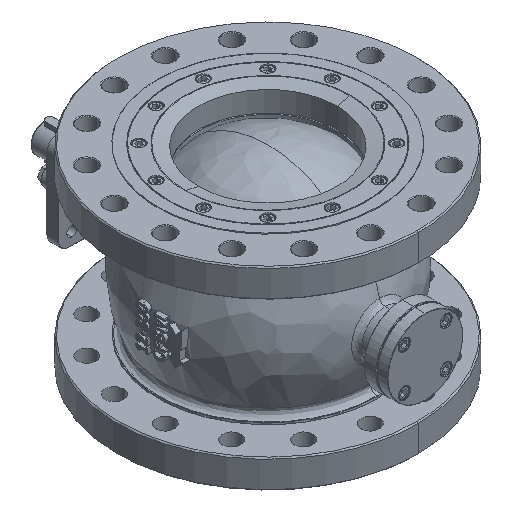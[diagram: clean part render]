
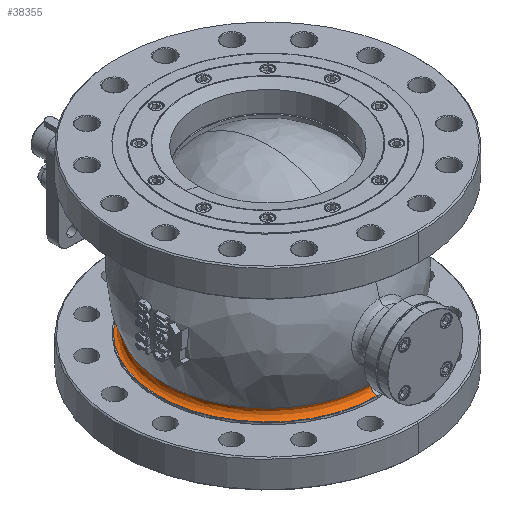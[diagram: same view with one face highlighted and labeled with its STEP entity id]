
A CAD part, isometric view. The second image highlights one B-rep face of the part: STEP entity #38355.
In plain terms, the highlighted free-form (B-spline) face has degree [3, 3] with [4, 4] control points.
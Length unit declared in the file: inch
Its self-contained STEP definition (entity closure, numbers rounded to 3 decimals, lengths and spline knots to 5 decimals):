
#488 = CARTESIAN_POINT ( 'NONE',  ( 0., -7.07102, -3.37377 ) ) ;
#496 = CARTESIAN_POINT ( 'NONE',  ( -13.86458, 6.93229, -3.66453 ) ) ;
#7628 =( BOUNDED_CURVE ( )  B_SPLINE_CURVE ( 3, ( #9370, #69736, #22950, #10638 ),
 .UNSPECIFIED., .F., .F. ) 
 B_SPLINE_CURVE_WITH_KNOTS ( ( 4, 4 ),
 ( 0., 1. ),
 .UNSPECIFIED. ) 
 CURVE ( )  GEOMETRIC_REPRESENTATION_ITEM ( )  RATIONAL_B_SPLINE_CURVE ( ( 1., 0.689, 0.689, 1. ) ) 
 REPRESENTATION_ITEM ( '' )  );
#9370 = CARTESIAN_POINT ( 'NONE',  ( 0., 7.07102, -3.37377 ) ) ;
#10638 = CARTESIAN_POINT ( 'NONE',  ( 0., 7.42635, -3.93701 ) ) ;
#11905 = CARTESIAN_POINT ( 'NONE',  ( -14.8527, -7.42635, -3.93701 ) ) ;
#12754 = CARTESIAN_POINT ( 'NONE',  ( 0., 7.07102, -3.37377 ) ) ;
#13184 = CARTESIAN_POINT ( 'NONE',  ( 0., 7.10419, -3.93701 ) ) ;
#14429 = EDGE_CURVE ( 'NONE', #17148, #25637, #16342, .T. ) ;
#15023 = CARTESIAN_POINT ( 'NONE',  ( 0., -7.07102, -3.37377 ) ) ;
#16342 =( BOUNDED_CURVE ( )  B_SPLINE_CURVE ( 3, ( #71416, #66135, #19355, #77990 ),
 .UNSPECIFIED., .F., .F. ) 
 B_SPLINE_CURVE_WITH_KNOTS ( ( 4, 4 ),
 ( 0., 1. ),
 .UNSPECIFIED. ) 
 CURVE ( )  GEOMETRIC_REPRESENTATION_ITEM ( )  RATIONAL_B_SPLINE_CURVE ( ( 1., 0.333, 0.333, 1. ) ) 
 REPRESENTATION_ITEM ( '' )  );
#16405 = EDGE_LOOP ( 'NONE', ( #53544, #22788, #39189, #80737 ) ) ;
#17148 = VERTEX_POINT ( 'NONE', #77009 ) ;
#19355 = CARTESIAN_POINT ( 'NONE',  ( -14.8527, 7.42635, -3.93701 ) ) ;
#20219 = CARTESIAN_POINT ( 'NONE',  ( -14.20837, -7.10419, -3.93701 ) ) ;
#22044 = CARTESIAN_POINT ( 'NONE',  ( 0., -7.42635, -3.93701 ) ) ;
#22788 = ORIENTED_EDGE ( 'NONE', *, *, #34506, .F. ) ;
#22950 = CARTESIAN_POINT ( 'NONE',  ( 0., 7.10419, -3.93701 ) ) ;
#25637 = VERTEX_POINT ( 'NONE', #71873 ) ;
#27236 = CARTESIAN_POINT ( 'NONE',  ( -14.14204, 7.07102, -3.37377 ) ) ;
#33346 = CARTESIAN_POINT ( 'NONE',  ( 0., -6.93229, -3.66453 ) ) ;
#33777 = CARTESIAN_POINT ( 'NONE',  ( -14.14204, -7.07102, -3.37377 ) ) ;
#34506 = EDGE_CURVE ( 'NONE', #17148, #48092, #60005, .T. ) ;
#38355 = ADVANCED_FACE ( 'NONE', ( #40352 ), #69980, .T. ) ;
#38656 = CARTESIAN_POINT ( 'NONE',  ( 0., -7.07102, -3.37377 ) ) ;
#39189 = ORIENTED_EDGE ( 'NONE', *, *, #14429, .T. ) ;
#39915 = CARTESIAN_POINT ( 'NONE',  ( -14.20837, 7.10419, -3.93701 ) ) ;
#40352 = FACE_OUTER_BOUND ( 'NONE', #16405, .T. ) ;
#41743 = CARTESIAN_POINT ( 'NONE',  ( 0., -7.10419, -3.93701 ) ) ;
#48092 = VERTEX_POINT ( 'NONE', #15023 ) ;
#48313 = CARTESIAN_POINT ( 'NONE',  ( 0., -7.07102, -3.37377 ) ) ;
#53544 = ORIENTED_EDGE ( 'NONE', *, *, #66285, .T. ) ;
#60005 =( BOUNDED_CURVE ( )  B_SPLINE_CURVE ( 3, ( #22044, #41743, #61837, #48313 ),
 .UNSPECIFIED., .F., .F. ) 
 B_SPLINE_CURVE_WITH_KNOTS ( ( 4, 4 ),
 ( 0., 1. ),
 .UNSPECIFIED. ) 
 CURVE ( )  GEOMETRIC_REPRESENTATION_ITEM ( )  RATIONAL_B_SPLINE_CURVE ( ( 1., 0.689, 0.689, 1. ) ) 
 REPRESENTATION_ITEM ( '' )  );
#60263 = CARTESIAN_POINT ( 'NONE',  ( 0., 7.07102, -3.37377 ) ) ;
#60456 = CARTESIAN_POINT ( 'NONE',  ( 0., -7.42635, -3.93701 ) ) ;
#61762 = CARTESIAN_POINT ( 'NONE',  ( -14.14204, 7.07102, -3.37377 ) ) ;
#61837 = CARTESIAN_POINT ( 'NONE',  ( 0., -6.93229, -3.66453 ) ) ;
#66133 = CARTESIAN_POINT ( 'NONE',  ( -14.8527, 7.42635, -3.93701 ) ) ;
#66135 = CARTESIAN_POINT ( 'NONE',  ( -14.8527, -7.42635, -3.93701 ) ) ;
#66285 = EDGE_CURVE ( 'NONE', #67293, #48092, #73020, .T. ) ;
#66580 = CARTESIAN_POINT ( 'NONE',  ( -13.86458, -6.93229, -3.66453 ) ) ;
#67293 = VERTEX_POINT ( 'NONE', #60263 ) ;
#68297 = CARTESIAN_POINT ( 'NONE',  ( 0., 7.07102, -3.37377 ) ) ;
#69736 = CARTESIAN_POINT ( 'NONE',  ( 0., 6.93229, -3.66453 ) ) ;
#69980 =( BOUNDED_SURFACE ( )  B_SPLINE_SURFACE ( 3, 3, ( 
 ( #80122, #66133, #11905, #60456 ),
 ( #13184, #39915, #20219, #71858 ),
 ( #79273, #496, #66580, #33346 ),
 ( #12754, #27236, #80571, #38656 ) ),
 .UNSPECIFIED., .F., .F., .T. ) 
 B_SPLINE_SURFACE_WITH_KNOTS ( ( 4, 4 ),
 ( 4, 4 ),
 ( 0., 1. ),
 ( 0., 1. ),
 .UNSPECIFIED. ) 
 GEOMETRIC_REPRESENTATION_ITEM ( )  RATIONAL_B_SPLINE_SURFACE ( (
 ( 1., 0.333, 0.333, 1.),
 ( 0.689, 0.23, 0.23, 0.689),
 ( 0.689, 0.23, 0.23, 0.689),
 ( 1., 0.333, 0.333, 1.) ) ) 
 REPRESENTATION_ITEM ( '' )  SURFACE ( )  );
#71416 = CARTESIAN_POINT ( 'NONE',  ( 0., -7.42635, -3.93701 ) ) ;
#71858 = CARTESIAN_POINT ( 'NONE',  ( 0., -7.10419, -3.93701 ) ) ;
#71873 = CARTESIAN_POINT ( 'NONE',  ( 0., 7.42635, -3.93701 ) ) ;
#73020 =( BOUNDED_CURVE ( )  B_SPLINE_CURVE ( 3, ( #68297, #61762, #33777, #488 ),
 .UNSPECIFIED., .F., .F. ) 
 B_SPLINE_CURVE_WITH_KNOTS ( ( 4, 4 ),
 ( 0., 1. ),
 .UNSPECIFIED. ) 
 CURVE ( )  GEOMETRIC_REPRESENTATION_ITEM ( )  RATIONAL_B_SPLINE_CURVE ( ( 1., 0.333, 0.333, 1. ) ) 
 REPRESENTATION_ITEM ( '' )  );
#73866 = EDGE_CURVE ( 'NONE', #67293, #25637, #7628, .T. ) ;
#77009 = CARTESIAN_POINT ( 'NONE',  ( 0., -7.42635, -3.93701 ) ) ;
#77990 = CARTESIAN_POINT ( 'NONE',  ( 0., 7.42635, -3.93701 ) ) ;
#79273 = CARTESIAN_POINT ( 'NONE',  ( 0., 6.93229, -3.66453 ) ) ;
#80122 = CARTESIAN_POINT ( 'NONE',  ( 0., 7.42635, -3.93701 ) ) ;
#80571 = CARTESIAN_POINT ( 'NONE',  ( -14.14204, -7.07102, -3.37377 ) ) ;
#80737 = ORIENTED_EDGE ( 'NONE', *, *, #73866, .F. ) ;
